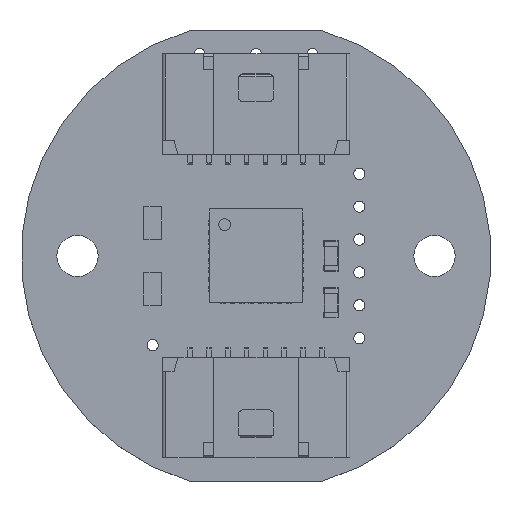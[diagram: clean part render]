
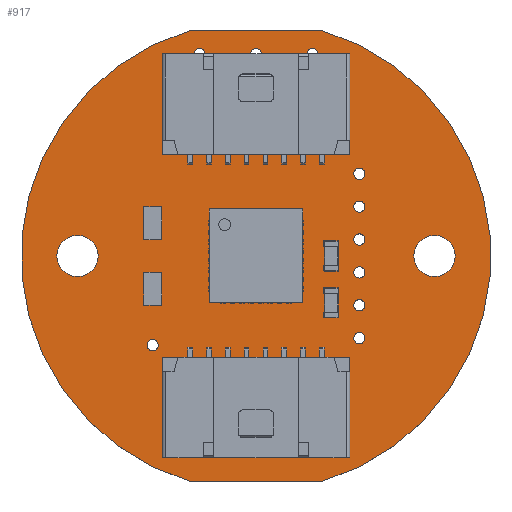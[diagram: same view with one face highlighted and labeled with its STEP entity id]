
A CAD part, top view. The second image highlights one B-rep face of the part: STEP entity #917.
In plain terms, the highlighted planar face has unit normal (0, 0, 1).
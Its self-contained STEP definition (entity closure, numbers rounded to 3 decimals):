
#172 = VERTEX_POINT('',#173);
#173 = CARTESIAN_POINT('',(-3.5,-12.,1.573));
#179 = EDGE_CURVE('',#172,#180,#182,.T.);
#180 = VERTEX_POINT('',#181);
#181 = CARTESIAN_POINT('',(3.5,-12.,1.573));
#182 = LINE('',#183,#184);
#183 = CARTESIAN_POINT('',(-3.5,-12.,1.573));
#184 = VECTOR('',#185,1.);
#185 = DIRECTION('',(1.,0.,0.));
#210 = EDGE_CURVE('',#180,#211,#213,.T.);
#211 = VERTEX_POINT('',#212);
#212 = CARTESIAN_POINT('',(3.5,12.,1.573));
#213 = CIRCLE('',#214,12.5);
#214 = AXIS2_PLACEMENT_3D('',#215,#216,#217);
#215 = CARTESIAN_POINT('',(0.,0.,1.573));
#216 = DIRECTION('',(0.,-0.,1.));
#217 = DIRECTION('',(0.28,-0.96,-0.));
#243 = EDGE_CURVE('',#211,#244,#246,.T.);
#244 = VERTEX_POINT('',#245);
#245 = CARTESIAN_POINT('',(-3.5,12.,1.573));
#246 = LINE('',#247,#248);
#247 = CARTESIAN_POINT('',(3.5,12.,1.573));
#248 = VECTOR('',#249,1.);
#249 = DIRECTION('',(-1.,0.,0.));
#274 = EDGE_CURVE('',#244,#172,#275,.T.);
#275 = CIRCLE('',#276,12.5);
#276 = AXIS2_PLACEMENT_3D('',#277,#278,#279);
#277 = CARTESIAN_POINT('',(0.,0.,1.573));
#278 = DIRECTION('',(0.,0.,1.));
#279 = DIRECTION('',(-0.28,0.96,0.));
#300 = VERTEX_POINT('',#301);
#301 = CARTESIAN_POINT('',(-5.2,-4.75,1.573));
#307 = EDGE_CURVE('',#300,#300,#308,.T.);
#308 = CIRCLE('',#309,0.3);
#309 = AXIS2_PLACEMENT_3D('',#310,#311,#312);
#310 = CARTESIAN_POINT('',(-5.5,-4.75,1.573));
#311 = DIRECTION('',(0.,0.,1.));
#312 = DIRECTION('',(1.,0.,-0.));
#333 = VERTEX_POINT('',#334);
#334 = CARTESIAN_POINT('',(-8.4,0.,1.573));
#340 = EDGE_CURVE('',#333,#333,#341,.T.);
#341 = CIRCLE('',#342,1.1);
#342 = AXIS2_PLACEMENT_3D('',#343,#344,#345);
#343 = CARTESIAN_POINT('',(-9.5,0.,1.573));
#344 = DIRECTION('',(0.,0.,1.));
#345 = DIRECTION('',(1.,0.,-0.));
#366 = VERTEX_POINT('',#367);
#367 = CARTESIAN_POINT('',(-2.7,-10.,1.573));
#373 = EDGE_CURVE('',#366,#366,#374,.T.);
#374 = CIRCLE('',#375,0.3);
#375 = AXIS2_PLACEMENT_3D('',#376,#377,#378);
#376 = CARTESIAN_POINT('',(-3.,-10.,1.573));
#377 = DIRECTION('',(0.,0.,1.));
#378 = DIRECTION('',(1.,0.,-0.));
#399 = VERTEX_POINT('',#400);
#400 = CARTESIAN_POINT('',(-2.7,9.,1.573));
#406 = EDGE_CURVE('',#399,#399,#407,.T.);
#407 = CIRCLE('',#408,0.3);
#408 = AXIS2_PLACEMENT_3D('',#409,#410,#411);
#409 = CARTESIAN_POINT('',(-3.,9.,1.573));
#410 = DIRECTION('',(0.,0.,1.));
#411 = DIRECTION('',(1.,0.,-0.));
#432 = VERTEX_POINT('',#433);
#433 = CARTESIAN_POINT('',(0.3,10.75,1.573));
#439 = EDGE_CURVE('',#432,#432,#440,.T.);
#440 = CIRCLE('',#441,0.3);
#441 = AXIS2_PLACEMENT_3D('',#442,#443,#444);
#442 = CARTESIAN_POINT('',(0.,10.75,1.573));
#443 = DIRECTION('',(0.,0.,1.));
#444 = DIRECTION('',(1.,0.,-0.));
#465 = VERTEX_POINT('',#466);
#466 = CARTESIAN_POINT('',(-2.7,10.75,1.573));
#472 = EDGE_CURVE('',#465,#465,#473,.T.);
#473 = CIRCLE('',#474,0.3);
#474 = AXIS2_PLACEMENT_3D('',#475,#476,#477);
#475 = CARTESIAN_POINT('',(-3.,10.75,1.573));
#476 = DIRECTION('',(0.,0.,1.));
#477 = DIRECTION('',(1.,0.,-0.));
#498 = VERTEX_POINT('',#499);
#499 = CARTESIAN_POINT('',(0.3,9.,1.573));
#505 = EDGE_CURVE('',#498,#498,#506,.T.);
#506 = CIRCLE('',#507,0.3);
#507 = AXIS2_PLACEMENT_3D('',#508,#509,#510);
#508 = CARTESIAN_POINT('',(0.,9.,1.573));
#509 = DIRECTION('',(0.,0.,1.));
#510 = DIRECTION('',(1.,0.,-0.));
#531 = VERTEX_POINT('',#532);
#532 = CARTESIAN_POINT('',(3.3,10.75,1.573));
#538 = EDGE_CURVE('',#531,#531,#539,.T.);
#539 = CIRCLE('',#540,0.3);
#540 = AXIS2_PLACEMENT_3D('',#541,#542,#543);
#541 = CARTESIAN_POINT('',(3.,10.75,1.573));
#542 = DIRECTION('',(0.,0.,1.));
#543 = DIRECTION('',(1.,0.,-0.));
#564 = VERTEX_POINT('',#565);
#565 = CARTESIAN_POINT('',(3.3,-10.,1.573));
#571 = EDGE_CURVE('',#564,#564,#572,.T.);
#572 = CIRCLE('',#573,0.3);
#573 = AXIS2_PLACEMENT_3D('',#574,#575,#576);
#574 = CARTESIAN_POINT('',(3.,-10.,1.573));
#575 = DIRECTION('',(0.,0.,1.));
#576 = DIRECTION('',(1.,0.,-0.));
#597 = VERTEX_POINT('',#598);
#598 = CARTESIAN_POINT('',(5.8,-4.375,1.573));
#604 = EDGE_CURVE('',#597,#597,#605,.T.);
#605 = CIRCLE('',#606,0.3);
#606 = AXIS2_PLACEMENT_3D('',#607,#608,#609);
#607 = CARTESIAN_POINT('',(5.5,-4.375,1.573));
#608 = DIRECTION('',(0.,0.,1.));
#609 = DIRECTION('',(1.,0.,-0.));
#630 = VERTEX_POINT('',#631);
#631 = CARTESIAN_POINT('',(5.8,-2.625,1.573));
#637 = EDGE_CURVE('',#630,#630,#638,.T.);
#638 = CIRCLE('',#639,0.3);
#639 = AXIS2_PLACEMENT_3D('',#640,#641,#642);
#640 = CARTESIAN_POINT('',(5.5,-2.625,1.573));
#641 = DIRECTION('',(0.,0.,1.));
#642 = DIRECTION('',(1.,0.,-0.));
#663 = VERTEX_POINT('',#664);
#664 = CARTESIAN_POINT('',(5.8,-0.875,1.573));
#670 = EDGE_CURVE('',#663,#663,#671,.T.);
#671 = CIRCLE('',#672,0.3);
#672 = AXIS2_PLACEMENT_3D('',#673,#674,#675);
#673 = CARTESIAN_POINT('',(5.5,-0.875,1.573));
#674 = DIRECTION('',(0.,0.,1.));
#675 = DIRECTION('',(1.,0.,-0.));
#696 = VERTEX_POINT('',#697);
#697 = CARTESIAN_POINT('',(5.8,4.375,1.573));
#703 = EDGE_CURVE('',#696,#696,#704,.T.);
#704 = CIRCLE('',#705,0.3);
#705 = AXIS2_PLACEMENT_3D('',#706,#707,#708);
#706 = CARTESIAN_POINT('',(5.5,4.375,1.573));
#707 = DIRECTION('',(0.,0.,1.));
#708 = DIRECTION('',(1.,0.,-0.));
#729 = VERTEX_POINT('',#730);
#730 = CARTESIAN_POINT('',(3.3,9.,1.573));
#736 = EDGE_CURVE('',#729,#729,#737,.T.);
#737 = CIRCLE('',#738,0.3);
#738 = AXIS2_PLACEMENT_3D('',#739,#740,#741);
#739 = CARTESIAN_POINT('',(3.,9.,1.573));
#740 = DIRECTION('',(0.,0.,1.));
#741 = DIRECTION('',(1.,0.,-0.));
#762 = VERTEX_POINT('',#763);
#763 = CARTESIAN_POINT('',(10.6,0.,1.573));
#769 = EDGE_CURVE('',#762,#762,#770,.T.);
#770 = CIRCLE('',#771,1.1);
#771 = AXIS2_PLACEMENT_3D('',#772,#773,#774);
#772 = CARTESIAN_POINT('',(9.5,0.,1.573));
#773 = DIRECTION('',(0.,0.,1.));
#774 = DIRECTION('',(1.,0.,-0.));
#795 = VERTEX_POINT('',#796);
#796 = CARTESIAN_POINT('',(5.8,2.625,1.573));
#802 = EDGE_CURVE('',#795,#795,#803,.T.);
#803 = CIRCLE('',#804,0.3);
#804 = AXIS2_PLACEMENT_3D('',#805,#806,#807);
#805 = CARTESIAN_POINT('',(5.5,2.625,1.573));
#806 = DIRECTION('',(0.,0.,1.));
#807 = DIRECTION('',(1.,0.,-0.));
#828 = VERTEX_POINT('',#829);
#829 = CARTESIAN_POINT('',(5.8,0.875,1.573));
#835 = EDGE_CURVE('',#828,#828,#836,.T.);
#836 = CIRCLE('',#837,0.3);
#837 = AXIS2_PLACEMENT_3D('',#838,#839,#840);
#838 = CARTESIAN_POINT('',(5.5,0.875,1.573));
#839 = DIRECTION('',(0.,0.,1.));
#840 = DIRECTION('',(1.,0.,-0.));
#917 = ADVANCED_FACE('',(#918,#924,#927,#930,#933,#936,#939,#942,#945,
    #948,#951,#954,#957,#960,#963,#966,#969,#972),#975,.T.);
#918 = FACE_BOUND('',#919,.T.);
#919 = EDGE_LOOP('',(#920,#921,#922,#923));
#920 = ORIENTED_EDGE('',*,*,#179,.T.);
#921 = ORIENTED_EDGE('',*,*,#210,.T.);
#922 = ORIENTED_EDGE('',*,*,#243,.T.);
#923 = ORIENTED_EDGE('',*,*,#274,.T.);
#924 = FACE_BOUND('',#925,.T.);
#925 = EDGE_LOOP('',(#926));
#926 = ORIENTED_EDGE('',*,*,#307,.F.);
#927 = FACE_BOUND('',#928,.T.);
#928 = EDGE_LOOP('',(#929));
#929 = ORIENTED_EDGE('',*,*,#340,.F.);
#930 = FACE_BOUND('',#931,.T.);
#931 = EDGE_LOOP('',(#932));
#932 = ORIENTED_EDGE('',*,*,#373,.F.);
#933 = FACE_BOUND('',#934,.T.);
#934 = EDGE_LOOP('',(#935));
#935 = ORIENTED_EDGE('',*,*,#406,.F.);
#936 = FACE_BOUND('',#937,.T.);
#937 = EDGE_LOOP('',(#938));
#938 = ORIENTED_EDGE('',*,*,#439,.F.);
#939 = FACE_BOUND('',#940,.T.);
#940 = EDGE_LOOP('',(#941));
#941 = ORIENTED_EDGE('',*,*,#472,.F.);
#942 = FACE_BOUND('',#943,.T.);
#943 = EDGE_LOOP('',(#944));
#944 = ORIENTED_EDGE('',*,*,#505,.F.);
#945 = FACE_BOUND('',#946,.T.);
#946 = EDGE_LOOP('',(#947));
#947 = ORIENTED_EDGE('',*,*,#538,.F.);
#948 = FACE_BOUND('',#949,.T.);
#949 = EDGE_LOOP('',(#950));
#950 = ORIENTED_EDGE('',*,*,#571,.F.);
#951 = FACE_BOUND('',#952,.T.);
#952 = EDGE_LOOP('',(#953));
#953 = ORIENTED_EDGE('',*,*,#604,.F.);
#954 = FACE_BOUND('',#955,.T.);
#955 = EDGE_LOOP('',(#956));
#956 = ORIENTED_EDGE('',*,*,#637,.F.);
#957 = FACE_BOUND('',#958,.T.);
#958 = EDGE_LOOP('',(#959));
#959 = ORIENTED_EDGE('',*,*,#670,.F.);
#960 = FACE_BOUND('',#961,.T.);
#961 = EDGE_LOOP('',(#962));
#962 = ORIENTED_EDGE('',*,*,#703,.F.);
#963 = FACE_BOUND('',#964,.T.);
#964 = EDGE_LOOP('',(#965));
#965 = ORIENTED_EDGE('',*,*,#736,.F.);
#966 = FACE_BOUND('',#967,.T.);
#967 = EDGE_LOOP('',(#968));
#968 = ORIENTED_EDGE('',*,*,#769,.F.);
#969 = FACE_BOUND('',#970,.T.);
#970 = EDGE_LOOP('',(#971));
#971 = ORIENTED_EDGE('',*,*,#802,.F.);
#972 = FACE_BOUND('',#973,.T.);
#973 = EDGE_LOOP('',(#974));
#974 = ORIENTED_EDGE('',*,*,#835,.F.);
#975 = PLANE('',#976);
#976 = AXIS2_PLACEMENT_3D('',#977,#978,#979);
#977 = CARTESIAN_POINT('',(0.,0.,
    1.573));
#978 = DIRECTION('',(0.,0.,1.));
#979 = DIRECTION('',(1.,0.,-0.));
